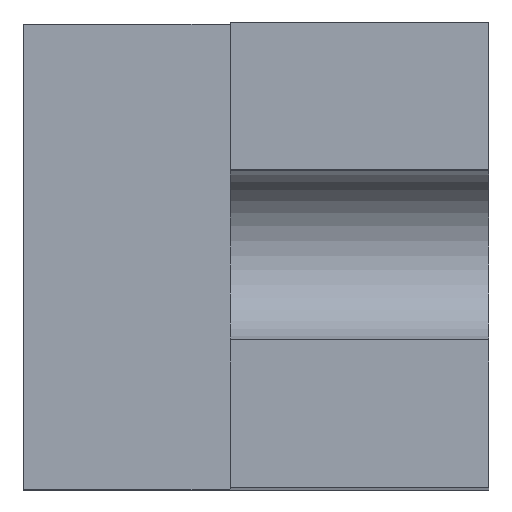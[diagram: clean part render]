
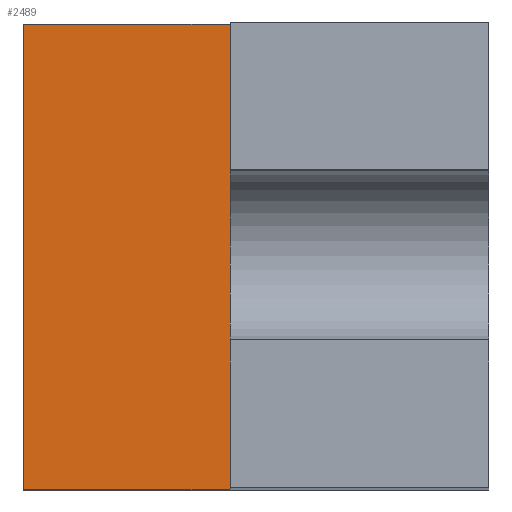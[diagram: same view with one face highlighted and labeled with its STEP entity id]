
A CAD part, top view. The second image highlights one B-rep face of the part: STEP entity #2489.
In plain terms, the highlighted planar face has unit normal (0, 0, 1).
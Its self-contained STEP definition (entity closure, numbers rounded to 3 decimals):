
#57=ORIENTED_EDGE('',*,*,#736,.F.);
#58=ORIENTED_EDGE('',*,*,#739,.F.);
#59=ORIENTED_EDGE('',*,*,#730,.T.);
#60=ORIENTED_EDGE('',*,*,#751,.T.);
#730=EDGE_CURVE('',#1081,#1080,#1292,.T.);
#736=EDGE_CURVE('',#1086,#1087,#1297,.T.);
#739=EDGE_CURVE('',#1081,#1086,#1300,.T.);
#751=EDGE_CURVE('',#1080,#1087,#1311,.T.);
#1080=VERTEX_POINT('',#3490);
#1081=VERTEX_POINT('',#3492);
#1086=VERTEX_POINT('',#3503);
#1087=VERTEX_POINT('',#3505);
#1292=LINE('',#3491,#1640);
#1297=LINE('',#3504,#1645);
#1300=LINE('',#3510,#1648);
#1311=LINE('',#3533,#1659);
#1640=VECTOR('',#2821,1000.);
#1645=VECTOR('',#2830,1000.);
#1648=VECTOR('',#2835,1000.);
#1659=VECTOR('',#2854,1000.);
#1990=EDGE_LOOP('',(#57,#58,#59,#60));
#2162=FACE_BOUND('',#1990,.T.);
#2334=PLANE('',#2662);
#2489=ADVANCED_FACE('',(#2162),#2334,.T.);
#2662=AXIS2_PLACEMENT_3D('',#3532,#2852,#2853);
#2821=DIRECTION('',(-1.,0.,0.));
#2830=DIRECTION('',(-1.,0.,0.));
#2835=DIRECTION('',(0.,-1.,0.));
#2852=DIRECTION('',(0.,0.,1.));
#2853=DIRECTION('',(1.,0.,0.));
#2854=DIRECTION('',(0.,-1.,0.));
#3490=CARTESIAN_POINT('',(-4.5,-0.5,-10.));
#3491=CARTESIAN_POINT('',(4.5,-0.5,-10.));
#3492=CARTESIAN_POINT('',(4.5,-0.5,-10.));
#3503=CARTESIAN_POINT('',(4.5,-4.5,-10.));
#3504=CARTESIAN_POINT('',(4.5,-4.5,-10.));
#3505=CARTESIAN_POINT('',(-4.5,-4.5,-10.));
#3510=CARTESIAN_POINT('',(4.5,-0.5,-10.));
#3532=CARTESIAN_POINT('',(4.5,-0.5,-10.));
#3533=CARTESIAN_POINT('',(-4.5,-0.5,-10.));
